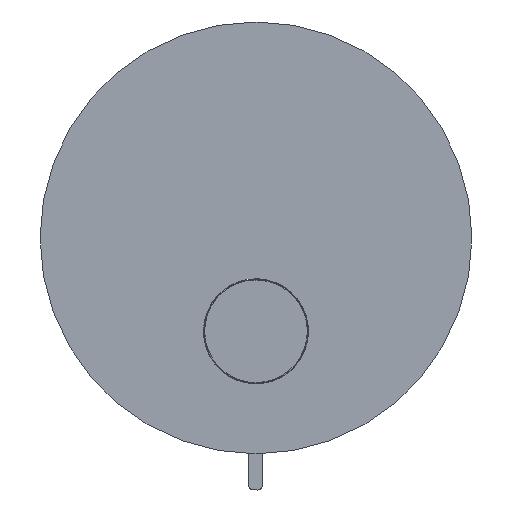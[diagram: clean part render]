
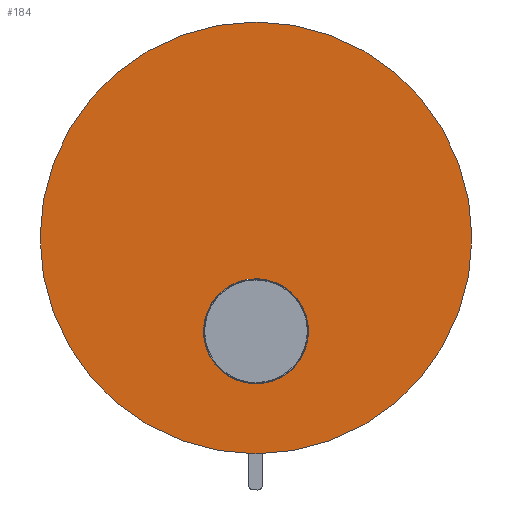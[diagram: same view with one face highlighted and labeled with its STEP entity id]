
A CAD part, front view. The second image highlights one B-rep face of the part: STEP entity #184.
In plain terms, the highlighted planar face has unit normal (0, -1, 0).
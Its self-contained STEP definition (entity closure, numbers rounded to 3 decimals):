
#40=CARTESIAN_POINT('Vertex',(-19.746,75.,-10.787)) ;
#45=CARTESIAN_POINT('Axis2P3D Location',(0.,75.,0.)) ;
#49=CARTESIAN_POINT('Vertex',(19.746,75.,10.787)) ;
#79=CARTESIAN_POINT('Axis2P3D Location',(0.,75.,0.)) ;
#106=CARTESIAN_POINT('Vertex',(-92.5,75.,40.)) ;
#111=CARTESIAN_POINT('Axis2P3D Location',(0.,75.,40.)) ;
#115=CARTESIAN_POINT('Vertex',(92.5,75.,40.)) ;
#138=CARTESIAN_POINT('Axis2P3D Location',(0.,75.,40.)) ;
#171=CARTESIAN_POINT('Axis2P3D Location',(0.,75.,40.)) ;
#46=DIRECTION('Axis2P3D Direction',(0.,-1.,0.)) ;
#80=DIRECTION('Axis2P3D Direction',(0.,-1.,0.)) ;
#112=DIRECTION('Axis2P3D Direction',(0.,1.,0.)) ;
#139=DIRECTION('Axis2P3D Direction',(0.,1.,0.)) ;
#172=DIRECTION('Axis2P3D Direction',(0.,1.,0.)) ;
#173=DIRECTION('Axis2P3D XDirection',(-1.,0.,0.)) ;
#47=AXIS2_PLACEMENT_3D('Circle Axis2P3D',#45,#46,$) ;
#81=AXIS2_PLACEMENT_3D('Circle Axis2P3D',#79,#80,$) ;
#113=AXIS2_PLACEMENT_3D('Circle Axis2P3D',#111,#112,$) ;
#140=AXIS2_PLACEMENT_3D('Circle Axis2P3D',#138,#139,$) ;
#174=AXIS2_PLACEMENT_3D('Plane Axis2P3D',#171,#172,#173) ;
#48=CIRCLE('generated circle',#47,22.5) ;
#82=CIRCLE('generated circle',#81,22.5) ;
#114=CIRCLE('generated circle',#113,92.5) ;
#141=CIRCLE('generated circle',#140,92.5) ;
#175=PLANE('',#174) ;
#183=FACE_BOUND('',#180,.T.) ;
#51=EDGE_CURVE('',#50,#41,#48,.F.) ;
#83=EDGE_CURVE('',#41,#50,#82,.F.) ;
#117=EDGE_CURVE('',#107,#116,#114,.T.) ;
#142=EDGE_CURVE('',#116,#107,#141,.T.) ;
#177=ORIENTED_EDGE('',*,*,#142,.F.) ;
#178=ORIENTED_EDGE('',*,*,#117,.F.) ;
#181=ORIENTED_EDGE('',*,*,#51,.T.) ;
#182=ORIENTED_EDGE('',*,*,#83,.T.) ;
#176=EDGE_LOOP('',(#177,#178)) ;
#180=EDGE_LOOP('',(#181,#182)) ;
#41=VERTEX_POINT('',#40) ;
#50=VERTEX_POINT('',#49) ;
#107=VERTEX_POINT('',#106) ;
#116=VERTEX_POINT('',#115) ;
#184=ADVANCED_FACE('PartBody',(#179,#183),#175,.F.) ;
#179=FACE_OUTER_BOUND('',#176,.T.) ;
